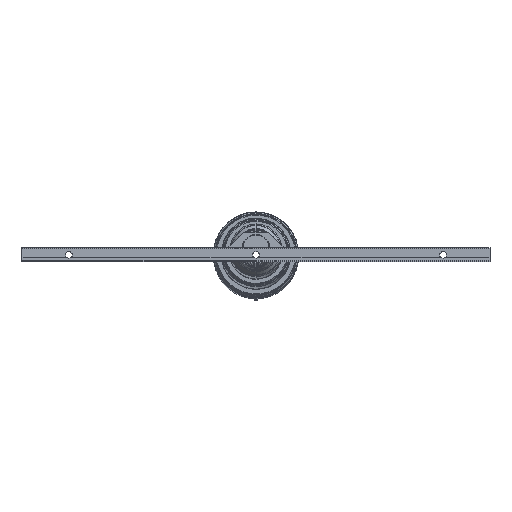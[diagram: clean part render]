
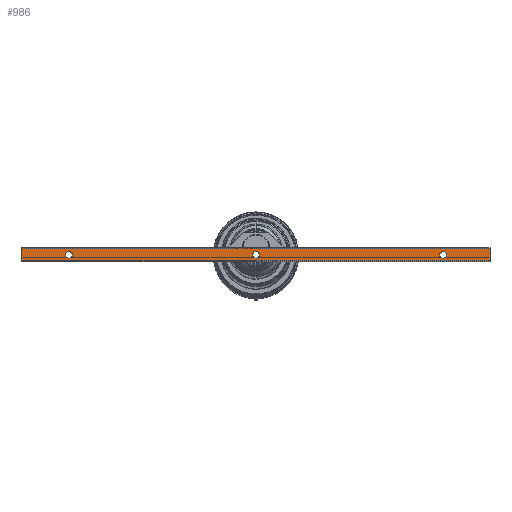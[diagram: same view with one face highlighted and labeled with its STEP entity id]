
A CAD part, top view. The second image highlights one B-rep face of the part: STEP entity #986.
In plain terms, the highlighted face is planar.
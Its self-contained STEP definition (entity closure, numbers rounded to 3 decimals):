
#97 = EDGE_LOOP ( 'NONE', ( #2664, #998 ) ) ;
#122 = FACE_BOUND ( 'NONE', #5268, .T. ) ;
#303 = CARTESIAN_POINT ( 'NONE',  ( 22.5, 80., 600. ) ) ;
#714 = CARTESIAN_POINT ( 'NONE',  ( 33.5, 80., 0. ) ) ;
#718 = LINE ( 'NONE', #2308, #1258 ) ;
#841 = EDGE_LOOP ( 'NONE', ( #4221, #5253, #3695, #9134 ) ) ;
#902 = CARTESIAN_POINT ( 'NONE',  ( 11.5, 80., 600. ) ) ;
#986 = ADVANCED_FACE ( 'NONE', ( #2050, #5384, #7641, #122 ), #6802, .F. ) ;
#998 = ORIENTED_EDGE ( 'NONE', *, *, #9108, .F. ) ;
#1140 = EDGE_CURVE ( 'NONE', #9082, #3983, #718, .T. ) ;
#1258 = VECTOR ( 'NONE', #1593, 1000. ) ;
#1290 = CARTESIAN_POINT ( 'NONE',  ( 11.5, 80., 0. ) ) ;
#1506 = EDGE_CURVE ( 'NONE', #5175, #7576, #7014, .T. ) ;
#1593 = DIRECTION ( 'NONE',  ( 0., 0., -1. ) ) ;
#2050 = FACE_BOUND ( 'NONE', #2483, .T. ) ;
#2235 = EDGE_CURVE ( 'NONE', #9847, #9082, #9887, .T. ) ;
#2308 = CARTESIAN_POINT ( 'NONE',  ( 0., 80., 750. ) ) ;
#2311 = EDGE_CURVE ( 'NONE', #10176, #9576, #9259, .T. ) ;
#2319 = AXIS2_PLACEMENT_3D ( 'NONE', #303, #9481, #6922 ) ;
#2470 = AXIS2_PLACEMENT_3D ( 'NONE', #10169, #2655, #9347 ) ;
#2473 = CARTESIAN_POINT ( 'NONE',  ( 22.5, 80., 0. ) ) ;
#2483 = EDGE_LOOP ( 'NONE', ( #4862, #7737 ) ) ;
#2655 = DIRECTION ( 'NONE',  ( 0., -1., 0. ) ) ;
#2664 = ORIENTED_EDGE ( 'NONE', *, *, #10116, .F. ) ;
#2784 = VERTEX_POINT ( 'NONE', #6527 ) ;
#2794 = DIRECTION ( 'NONE',  ( 0., 1., 0. ) ) ;
#2848 = DIRECTION ( 'NONE',  ( 0., 0., -1. ) ) ;
#3246 = DIRECTION ( 'NONE',  ( 0., 1., 0. ) ) ;
#3353 = CARTESIAN_POINT ( 'NONE',  ( 45., 80., 750. ) ) ;
#3385 = CARTESIAN_POINT ( 'NONE',  ( 45., 80., -750. ) ) ;
#3475 = AXIS2_PLACEMENT_3D ( 'NONE', #9405, #5278, #4462 ) ;
#3695 = ORIENTED_EDGE ( 'NONE', *, *, #2235, .F. ) ;
#3831 = CARTESIAN_POINT ( 'NONE',  ( 45., 80., 750. ) ) ;
#3983 = VERTEX_POINT ( 'NONE', #5642 ) ;
#4221 = ORIENTED_EDGE ( 'NONE', *, *, #10540, .T. ) ;
#4276 = DIRECTION ( 'NONE',  ( -1., 0., 0. ) ) ;
#4309 = CARTESIAN_POINT ( 'NONE',  ( 22.5, 80., -600. ) ) ;
#4436 = AXIS2_PLACEMENT_3D ( 'NONE', #5017, #9243, #9184 ) ;
#4462 = DIRECTION ( 'NONE',  ( -1., 0., 0. ) ) ;
#4580 = DIRECTION ( 'NONE',  ( -1., 0., 0. ) ) ;
#4645 = AXIS2_PLACEMENT_3D ( 'NONE', #4309, #5292, #7660 ) ;
#4653 = CIRCLE ( 'NONE', #4645, 11. ) ;
#4719 = CIRCLE ( 'NONE', #4436, 11. ) ;
#4738 = EDGE_CURVE ( 'NONE', #7576, #5175, #4719, .T. ) ;
#4862 = ORIENTED_EDGE ( 'NONE', *, *, #4907, .F. ) ;
#4907 = EDGE_CURVE ( 'NONE', #9576, #10176, #9083, .T. ) ;
#5017 = CARTESIAN_POINT ( 'NONE',  ( 22.5, 80., 600. ) ) ;
#5175 = VERTEX_POINT ( 'NONE', #902 ) ;
#5253 = ORIENTED_EDGE ( 'NONE', *, *, #1140, .F. ) ;
#5268 = EDGE_LOOP ( 'NONE', ( #7390, #7703 ) ) ;
#5278 = DIRECTION ( 'NONE',  ( 0., 1., 0. ) ) ;
#5292 = DIRECTION ( 'NONE',  ( 0., 1., 0. ) ) ;
#5303 = CARTESIAN_POINT ( 'NONE',  ( 22.5, 80., -600. ) ) ;
#5384 = FACE_BOUND ( 'NONE', #97, .T. ) ;
#5528 = AXIS2_PLACEMENT_3D ( 'NONE', #5303, #2794, #8653 ) ;
#5554 = CARTESIAN_POINT ( 'NONE',  ( 45., 80., -750. ) ) ;
#5642 = CARTESIAN_POINT ( 'NONE',  ( 0., 80., -750. ) ) ;
#5809 = DIRECTION ( 'NONE',  ( -1., 0., 0. ) ) ;
#6527 = CARTESIAN_POINT ( 'NONE',  ( 33.5, 80., -600. ) ) ;
#6749 = CIRCLE ( 'NONE', #5528, 11. ) ;
#6802 = PLANE ( 'NONE',  #2470 ) ;
#6922 = DIRECTION ( 'NONE',  ( 1., 0., 0. ) ) ;
#6992 = LINE ( 'NONE', #10360, #7820 ) ;
#7014 = CIRCLE ( 'NONE', #2319, 11. ) ;
#7075 = LINE ( 'NONE', #5554, #9582 ) ;
#7390 = ORIENTED_EDGE ( 'NONE', *, *, #1506, .T. ) ;
#7576 = VERTEX_POINT ( 'NONE', #8115 ) ;
#7599 = CARTESIAN_POINT ( 'NONE',  ( 0., 80., 750. ) ) ;
#7641 = FACE_OUTER_BOUND ( 'NONE', #841, .T. ) ;
#7660 = DIRECTION ( 'NONE',  ( -1., 0., 0. ) ) ;
#7703 = ORIENTED_EDGE ( 'NONE', *, *, #4738, .T. ) ;
#7737 = ORIENTED_EDGE ( 'NONE', *, *, #2311, .F. ) ;
#7820 = VECTOR ( 'NONE', #2848, 1000. ) ;
#8115 = CARTESIAN_POINT ( 'NONE',  ( 33.5, 80., 600. ) ) ;
#8644 = CARTESIAN_POINT ( 'NONE',  ( 11.5, 80., -600. ) ) ;
#8653 = DIRECTION ( 'NONE',  ( -1., 0., 0. ) ) ;
#8730 = VECTOR ( 'NONE', #4276, 1000. ) ;
#8913 = AXIS2_PLACEMENT_3D ( 'NONE', #2473, #3246, #5809 ) ;
#9082 = VERTEX_POINT ( 'NONE', #7599 ) ;
#9083 = CIRCLE ( 'NONE', #3475, 11. ) ;
#9108 = EDGE_CURVE ( 'NONE', #2784, #9114, #4653, .T. ) ;
#9114 = VERTEX_POINT ( 'NONE', #8644 ) ;
#9134 = ORIENTED_EDGE ( 'NONE', *, *, #10136, .T. ) ;
#9184 = DIRECTION ( 'NONE',  ( 1., 0., 0. ) ) ;
#9243 = DIRECTION ( 'NONE',  ( 0., -1., 0. ) ) ;
#9259 = CIRCLE ( 'NONE', #8913, 11. ) ;
#9347 = DIRECTION ( 'NONE',  ( 1., 0., 0. ) ) ;
#9405 = CARTESIAN_POINT ( 'NONE',  ( 22.5, 80., 0. ) ) ;
#9481 = DIRECTION ( 'NONE',  ( 0., -1., 0. ) ) ;
#9576 = VERTEX_POINT ( 'NONE', #1290 ) ;
#9582 = VECTOR ( 'NONE', #4580, 1000. ) ;
#9847 = VERTEX_POINT ( 'NONE', #3831 ) ;
#9887 = LINE ( 'NONE', #3353, #8730 ) ;
#10116 = EDGE_CURVE ( 'NONE', #9114, #2784, #6749, .T. ) ;
#10136 = EDGE_CURVE ( 'NONE', #9847, #10442, #6992, .T. ) ;
#10169 = CARTESIAN_POINT ( 'NONE',  ( 45., 80., 750. ) ) ;
#10176 = VERTEX_POINT ( 'NONE', #714 ) ;
#10360 = CARTESIAN_POINT ( 'NONE',  ( 45., 80., 750. ) ) ;
#10442 = VERTEX_POINT ( 'NONE', #3385 ) ;
#10540 = EDGE_CURVE ( 'NONE', #10442, #3983, #7075, .T. ) ;
